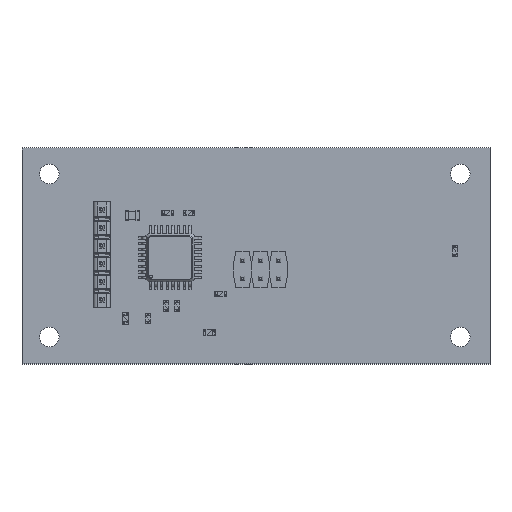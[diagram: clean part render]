
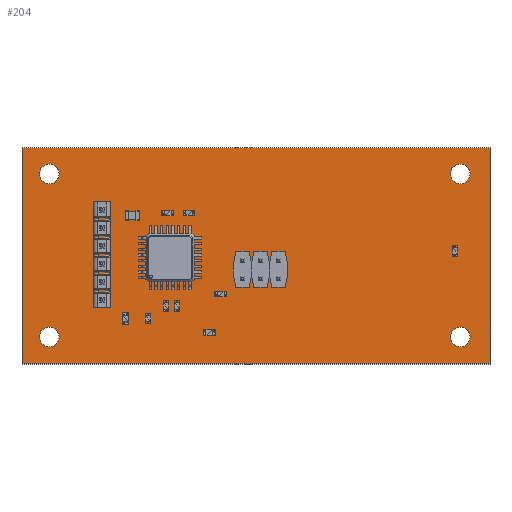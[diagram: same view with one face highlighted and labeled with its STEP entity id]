
A CAD part, top view. The second image highlights one B-rep face of the part: STEP entity #204.
In plain terms, the highlighted planar face has unit normal (0, 0, 1).
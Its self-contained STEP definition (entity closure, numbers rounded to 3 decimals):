
#85 = VERTEX_POINT('',#86);
#86 = CARTESIAN_POINT('',(-3.81,3.81,0.));
#103 = VERTEX_POINT('',#104);
#104 = CARTESIAN_POINT('',(62.23,3.81,0.));
#110 = EDGE_CURVE('',#85,#103,#111,.T.);
#111 = LINE('',#112,#113);
#112 = CARTESIAN_POINT('',(-3.81,3.81,0.));
#113 = VECTOR('',#114,1.);
#114 = DIRECTION('',(1.,0.,0.));
#134 = VERTEX_POINT('',#135);
#135 = CARTESIAN_POINT('',(62.23,-26.67,0.));
#141 = EDGE_CURVE('',#103,#134,#142,.T.);
#142 = LINE('',#143,#144);
#143 = CARTESIAN_POINT('',(62.23,3.81,0.));
#144 = VECTOR('',#145,1.);
#145 = DIRECTION('',(0.,-1.,0.));
#165 = VERTEX_POINT('',#166);
#166 = CARTESIAN_POINT('',(-3.81,-26.67,0.));
#172 = EDGE_CURVE('',#134,#165,#173,.T.);
#173 = LINE('',#174,#175);
#174 = CARTESIAN_POINT('',(62.23,-26.67,0.));
#175 = VECTOR('',#176,1.);
#176 = DIRECTION('',(-1.,0.,0.));
#194 = EDGE_CURVE('',#165,#85,#195,.T.);
#195 = LINE('',#196,#197);
#196 = CARTESIAN_POINT('',(-3.81,-26.67,0.));
#197 = VECTOR('',#198,1.);
#198 = DIRECTION('',(0.,1.,0.));
#204 = ADVANCED_FACE('',(#205,#211,#222,#233,#244),#255,.T.);
#205 = FACE_BOUND('',#206,.F.);
#206 = EDGE_LOOP('',(#207,#208,#209,#210));
#207 = ORIENTED_EDGE('',*,*,#110,.T.);
#208 = ORIENTED_EDGE('',*,*,#141,.T.);
#209 = ORIENTED_EDGE('',*,*,#172,.T.);
#210 = ORIENTED_EDGE('',*,*,#194,.T.);
#211 = FACE_BOUND('',#212,.T.);
#212 = EDGE_LOOP('',(#213));
#213 = ORIENTED_EDGE('',*,*,#214,.T.);
#214 = EDGE_CURVE('',#215,#215,#217,.T.);
#215 = VERTEX_POINT('',#216);
#216 = CARTESIAN_POINT('',(1.426,0.159,0.));
#217 = CIRCLE('',#218,1.375);
#218 = AXIS2_PLACEMENT_3D('',#219,#220,#221);
#219 = CARTESIAN_POINT('',(0.051,0.159,0.));
#220 = DIRECTION('',(0.,0.,-1.));
#221 = DIRECTION('',(1.,0.,0.));
#222 = FACE_BOUND('',#223,.T.);
#223 = EDGE_LOOP('',(#224));
#224 = ORIENTED_EDGE('',*,*,#225,.T.);
#225 = EDGE_CURVE('',#226,#226,#228,.T.);
#226 = VERTEX_POINT('',#227);
#227 = CARTESIAN_POINT('',(1.426,-22.841,0.));
#228 = CIRCLE('',#229,1.375);
#229 = AXIS2_PLACEMENT_3D('',#230,#231,#232);
#230 = CARTESIAN_POINT('',(0.051,-22.841,0.)
  );
#231 = DIRECTION('',(0.,0.,-1.));
#232 = DIRECTION('',(1.,0.,0.));
#233 = FACE_BOUND('',#234,.T.);
#234 = EDGE_LOOP('',(#235));
#235 = ORIENTED_EDGE('',*,*,#236,.T.);
#236 = EDGE_CURVE('',#237,#237,#239,.T.);
#237 = VERTEX_POINT('',#238);
#238 = CARTESIAN_POINT('',(59.426,-22.841,0.));
#239 = CIRCLE('',#240,1.375);
#240 = AXIS2_PLACEMENT_3D('',#241,#242,#243);
#241 = CARTESIAN_POINT('',(58.051,-22.841,0.));
#242 = DIRECTION('',(0.,0.,-1.));
#243 = DIRECTION('',(1.,0.,0.));
#244 = FACE_BOUND('',#245,.T.);
#245 = EDGE_LOOP('',(#246));
#246 = ORIENTED_EDGE('',*,*,#247,.T.);
#247 = EDGE_CURVE('',#248,#248,#250,.T.);
#248 = VERTEX_POINT('',#249);
#249 = CARTESIAN_POINT('',(59.426,0.159,0.));
#250 = CIRCLE('',#251,1.375);
#251 = AXIS2_PLACEMENT_3D('',#252,#253,#254);
#252 = CARTESIAN_POINT('',(58.051,0.159,0.));
#253 = DIRECTION('',(0.,0.,-1.));
#254 = DIRECTION('',(1.,0.,0.));
#255 = PLANE('',#256);
#256 = AXIS2_PLACEMENT_3D('',#257,#258,#259);
#257 = CARTESIAN_POINT('',(-3.81,3.81,0.));
#258 = DIRECTION('',(0.,0.,1.));
#259 = DIRECTION('',(1.,0.,0.));
